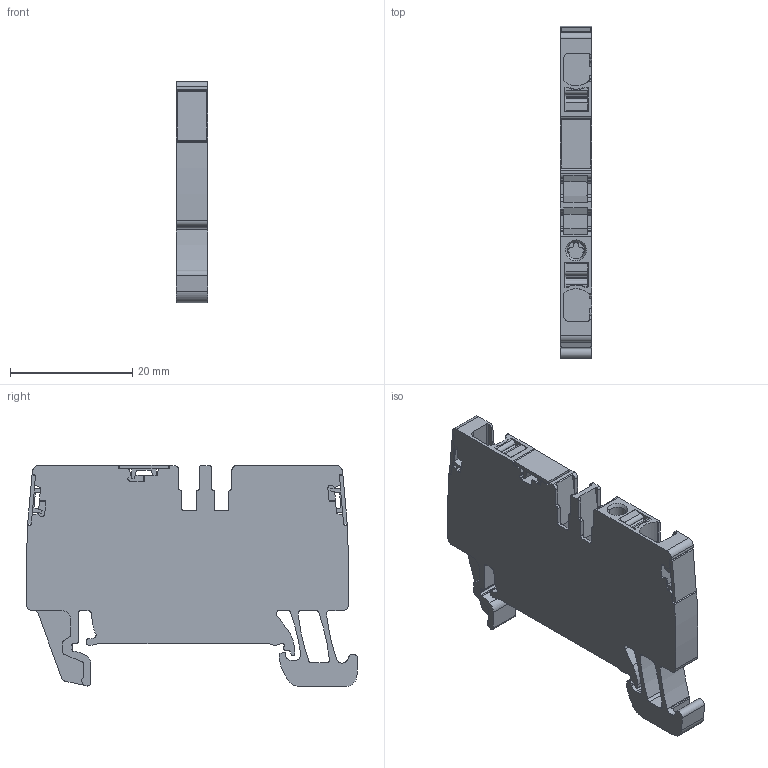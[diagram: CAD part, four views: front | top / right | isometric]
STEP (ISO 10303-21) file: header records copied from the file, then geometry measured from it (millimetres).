
FILE_DESCRIPTION(('CATIA V5 STEP Exchange','CAx-IF Rec.Pracs.--- Model Styling and Organization---1.4--- 2014-01-23'),'2;1');
FILE_NAME ('1333507-1_0', '2021-03-11T10:58:14+00:00', ('none'), ('Weidmueller'), 'CATIA Version 5-6 Release 2016 SP3 HF44', 'CATIA V5 STEP AP214', 'none');
FILE_SCHEMA(('AUTOMOTIVE_DESIGN { 1 0 10303 214 1 1 1 1 }'));
Length unit declared in the file: millimetre
Products named in the file (1): 2799150000
Bounding box: 5.1 x 54.24 x 36.2 mm (x, y, z)
Volume: 6676.7 mm3; surface area: 5578 mm2
Topology: 6 solids, 6 shells, 514 faces, 1500 edges, 1006 vertices
Faces by surface type: plane 287, cylinder 193, extrusion 32, cone 2
Entity records: 17211 total; most frequent: CARTESIAN_POINT 3933, ORIENTED_EDGE 3000, DIRECTION 2238, EDGE_CURVE 1500, VECTOR 1058, LINE 1026, VERTEX_POINT 1006, AXIS2_PLACEMENT_3D 774
